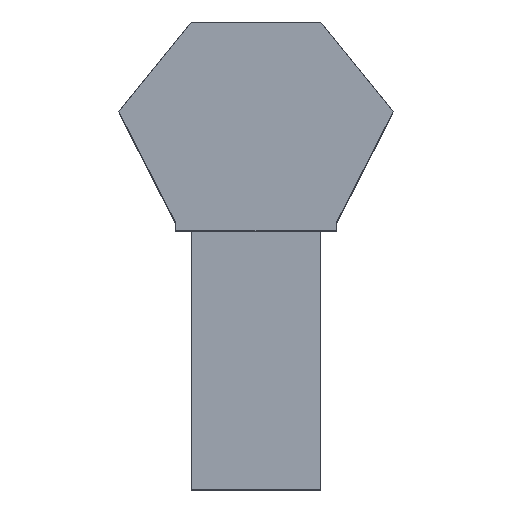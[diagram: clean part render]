
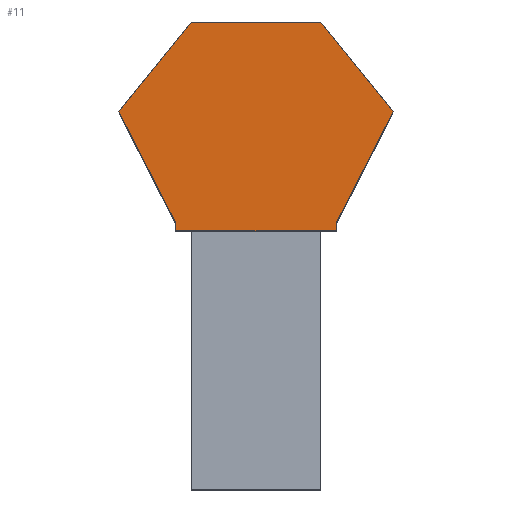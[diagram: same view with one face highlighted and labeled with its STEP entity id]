
A CAD part, top view. The second image highlights one B-rep face of the part: STEP entity #11.
In plain terms, the highlighted planar face has unit normal (0, 0, 1).
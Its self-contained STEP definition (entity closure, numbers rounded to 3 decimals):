
#11 = ADVANCED_FACE ( 'NONE', ( #193 ), #777, .T. ) ;
#20 = ORIENTED_EDGE ( 'NONE', *, *, #2864, .T. ) ;
#24 = EDGE_CURVE ( 'NONE', #69, #2643, #1550, .T. ) ;
#69 = VERTEX_POINT ( 'NONE', #4147 ) ;
#104 = LINE ( 'NONE', #1289, #2766 ) ;
#118 = CARTESIAN_POINT ( 'NONE',  ( -425., 0., 500. ) ) ;
#193 = FACE_OUTER_BOUND ( 'NONE', #598, .T. ) ;
#253 = DIRECTION ( 'NONE',  ( 1., 0., 0. ) ) ;
#392 = VERTEX_POINT ( 'NONE', #972 ) ;
#454 = AXIS2_PLACEMENT_3D ( 'NONE', #3430, #1449, #3770 ) ;
#529 = LINE ( 'NONE', #772, #3958 ) ;
#583 = EDGE_CURVE ( 'NONE', #392, #1305, #1540, .T. ) ;
#598 = EDGE_LOOP ( 'NONE', ( #4178, #2749, #2335, #4245, #4202, #2028, #20, #1683 ) ) ;
#612 = DIRECTION ( 'NONE',  ( 0.454, -0.891, 0. ) ) ;
#709 = LINE ( 'NONE', #1325, #3050 ) ;
#772 = CARTESIAN_POINT ( 'NONE',  ( 249.306, -369.82, 500. ) ) ;
#777 = PLANE ( 'NONE',  #454 ) ;
#821 = LINE ( 'NONE', #4277, #1598 ) ;
#972 = CARTESIAN_POINT ( 'NONE',  ( -249.306, -369.82, 500. ) ) ;
#1060 = VERTEX_POINT ( 'NONE', #4188 ) ;
#1289 = CARTESIAN_POINT ( 'NONE',  ( 425., 0., 500. ) ) ;
#1305 = VERTEX_POINT ( 'NONE', #3245 ) ;
#1325 = CARTESIAN_POINT ( 'NONE',  ( -249.306, -344.82, 500. ) ) ;
#1449 = DIRECTION ( 'NONE',  ( 0., 0., 1. ) ) ;
#1540 = LINE ( 'NONE', #3902, #2316 ) ;
#1550 = LINE ( 'NONE', #118, #4085 ) ;
#1598 = VECTOR ( 'NONE', #2619, 1000. ) ;
#1669 = VECTOR ( 'NONE', #612, 1000. ) ;
#1683 = ORIENTED_EDGE ( 'NONE', *, *, #24, .T. ) ;
#1775 = DIRECTION ( 'NONE',  ( 0., 1., 0. ) ) ;
#1872 = EDGE_CURVE ( 'NONE', #1305, #1060, #529, .T. ) ;
#2028 = ORIENTED_EDGE ( 'NONE', *, *, #2591, .T. ) ;
#2118 = DIRECTION ( 'NONE',  ( -0.629, -0.777, 0. ) ) ;
#2213 = EDGE_CURVE ( 'NONE', #1060, #4045, #104, .T. ) ;
#2241 = EDGE_CURVE ( 'NONE', #2643, #2836, #3432, .T. ) ;
#2285 = CARTESIAN_POINT ( 'NONE',  ( -425., 0., 500. ) ) ;
#2316 = VECTOR ( 'NONE', #253, 1000. ) ;
#2335 = ORIENTED_EDGE ( 'NONE', *, *, #583, .T. ) ;
#2458 = CARTESIAN_POINT ( 'NONE',  ( -425., 0., 500. ) ) ;
#2551 = VECTOR ( 'NONE', #3790, 1000. ) ;
#2591 = EDGE_CURVE ( 'NONE', #4045, #2635, #2658, .T. ) ;
#2619 = DIRECTION ( 'NONE',  ( -1., 0., 0. ) ) ;
#2635 = VERTEX_POINT ( 'NONE', #3129 ) ;
#2643 = VERTEX_POINT ( 'NONE', #2458 ) ;
#2658 = LINE ( 'NONE', #3115, #2551 ) ;
#2749 = ORIENTED_EDGE ( 'NONE', *, *, #2945, .T. ) ;
#2766 = VECTOR ( 'NONE', #4268, 1000. ) ;
#2836 = VERTEX_POINT ( 'NONE', #3599 ) ;
#2864 = EDGE_CURVE ( 'NONE', #2635, #69, #821, .T. ) ;
#2945 = EDGE_CURVE ( 'NONE', #2836, #392, #709, .T. ) ;
#3050 = VECTOR ( 'NONE', #3967, 1000. ) ;
#3115 = CARTESIAN_POINT ( 'NONE',  ( 425., 0., 500. ) ) ;
#3129 = CARTESIAN_POINT ( 'NONE',  ( 200.962, 276.664, 500. ) ) ;
#3222 = CARTESIAN_POINT ( 'NONE',  ( 425., 0., 500. ) ) ;
#3245 = CARTESIAN_POINT ( 'NONE',  ( 249.306, -369.82, 500. ) ) ;
#3430 = CARTESIAN_POINT ( 'NONE',  ( 0., 0., 500. ) ) ;
#3432 = LINE ( 'NONE', #2285, #1669 ) ;
#3599 = CARTESIAN_POINT ( 'NONE',  ( -249.306, -344.82, 500. ) ) ;
#3770 = DIRECTION ( 'NONE',  ( 1., 0., 0. ) ) ;
#3790 = DIRECTION ( 'NONE',  ( -0.629, 0.777, 0. ) ) ;
#3902 = CARTESIAN_POINT ( 'NONE',  ( -249.306, -369.82, 500. ) ) ;
#3958 = VECTOR ( 'NONE', #1775, 1000. ) ;
#3967 = DIRECTION ( 'NONE',  ( 0., -1., 0. ) ) ;
#4045 = VERTEX_POINT ( 'NONE', #3222 ) ;
#4085 = VECTOR ( 'NONE', #2118, 1000. ) ;
#4147 = CARTESIAN_POINT ( 'NONE',  ( -200.962, 276.664, 500. ) ) ;
#4178 = ORIENTED_EDGE ( 'NONE', *, *, #2241, .T. ) ;
#4188 = CARTESIAN_POINT ( 'NONE',  ( 249.306, -344.82, 500. ) ) ;
#4202 = ORIENTED_EDGE ( 'NONE', *, *, #2213, .T. ) ;
#4245 = ORIENTED_EDGE ( 'NONE', *, *, #1872, .T. ) ;
#4268 = DIRECTION ( 'NONE',  ( 0.454, 0.891, 0. ) ) ;
#4277 = CARTESIAN_POINT ( 'NONE',  ( -200.962, 276.664, 500. ) ) ;
